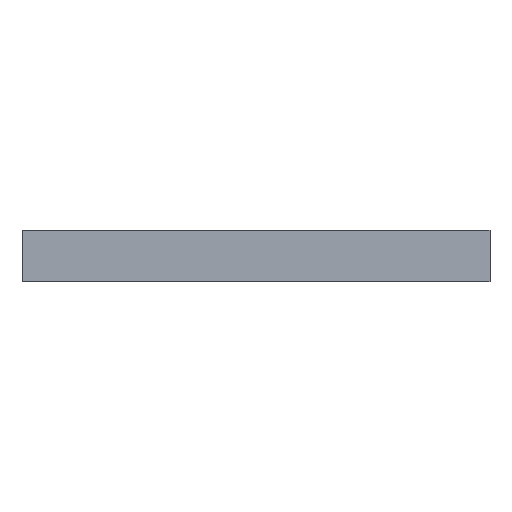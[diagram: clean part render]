
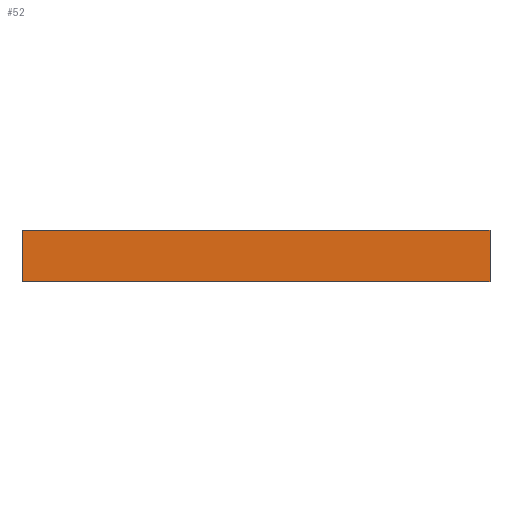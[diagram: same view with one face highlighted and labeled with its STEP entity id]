
A CAD part, left-side view. The second image highlights one B-rep face of the part: STEP entity #52.
In plain terms, the highlighted planar face has unit normal (-1, 0, 0).
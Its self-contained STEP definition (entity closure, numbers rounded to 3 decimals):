
#52=ADVANCED_FACE('',(#132),#92,.F.);
#92=PLANE('',#791);
#132=FACE_OUTER_BOUND('',#172,.T.);
#172=EDGE_LOOP('',(#212,#213,#214,#215));
#212=ORIENTED_EDGE('',*,*,#484,.T.);
#213=ORIENTED_EDGE('',*,*,#485,.F.);
#214=ORIENTED_EDGE('',*,*,#486,.F.);
#215=ORIENTED_EDGE('',*,*,#487,.T.);
#416=VERTEX_POINT('',#1017);
#417=VERTEX_POINT('',#1018);
#418=VERTEX_POINT('',#1020);
#419=VERTEX_POINT('',#1022);
#484=EDGE_CURVE('',#416,#417,#586,.T.);
#485=EDGE_CURVE('',#418,#417,#587,.T.);
#486=EDGE_CURVE('',#419,#418,#588,.T.);
#487=EDGE_CURVE('',#419,#416,#589,.T.);
#586=LINE('',#1016,#688);
#587=LINE('',#1019,#689);
#588=LINE('',#1021,#690);
#589=LINE('',#1023,#691);
#688=VECTOR('',#833,1.);
#689=VECTOR('',#834,1.);
#690=VECTOR('',#835,1.);
#691=VECTOR('',#836,1.);
#791=AXIS2_PLACEMENT_3D('',#1024,#837,#838);
#833=DIRECTION('',(0.,-1.,0.));
#834=DIRECTION('',(0.,0.,-1.));
#835=DIRECTION('',(0.,-1.,0.));
#836=DIRECTION('',(0.,0.,-1.));
#837=DIRECTION('',(1.,0.,0.));
#838=DIRECTION('',(0.,0.,-1.));
#1016=CARTESIAN_POINT('',(-9.5,4.5,0.));
#1017=CARTESIAN_POINT('',(-9.5,4.5,0.));
#1018=CARTESIAN_POINT('',(-9.5,-4.5,0.));
#1019=CARTESIAN_POINT('',(-9.5,-4.5,1.));
#1020=CARTESIAN_POINT('',(-9.5,-4.5,1.));
#1021=CARTESIAN_POINT('',(-9.5,4.5,1.));
#1022=CARTESIAN_POINT('',(-9.5,4.5,1.));
#1023=CARTESIAN_POINT('',(-9.5,4.5,1.));
#1024=CARTESIAN_POINT('',(-9.5,4.5,1.));
